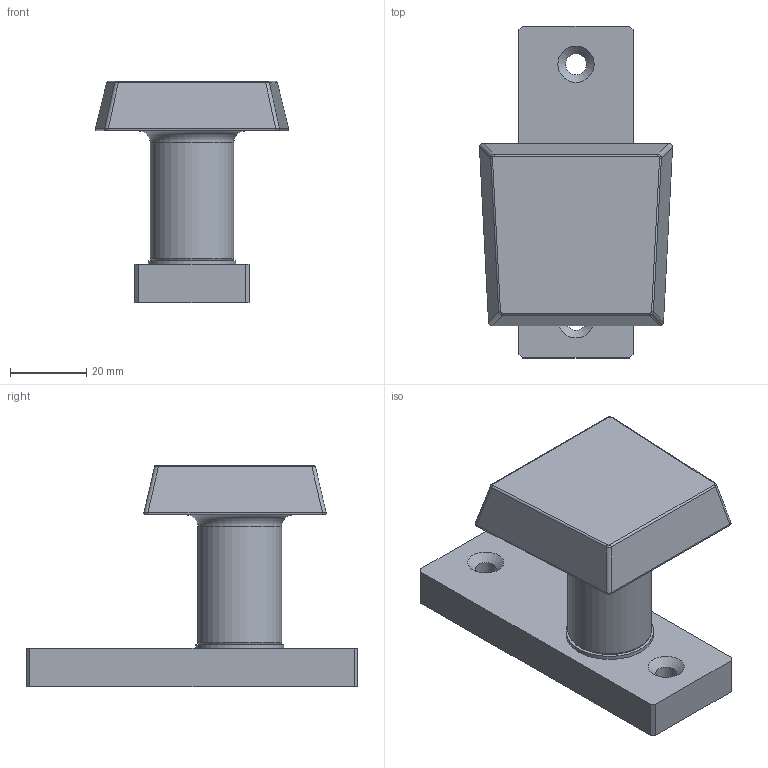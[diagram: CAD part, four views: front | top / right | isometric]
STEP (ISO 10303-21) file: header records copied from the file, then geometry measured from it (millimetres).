
FILE_DESCRIPTION (( 'STEP AP203' ), '1' );
FILE_NAME ('15842.STEP', '2022-05-16T11:33:26', ( '' ), ( '' ), 'SwSTEP 2.0', 'SolidWorks 2018', '' );
FILE_SCHEMA (( 'CONFIG_CONTROL_DESIGN' ));
Length unit declared in the file: millimetre
Products named in the file (5): 15842 Teil1_15842 Teil1; 15842 Teil2_15842 Teil2; 15842; 15842 Teil3_15842 Teil3; 15842 Teil4_15842 Teil4
Assembly tree (4 placements, depth 2):
  15842
    15842 Teil1_15842 Teil1
    15842 Teil2_15842 Teil2
    15842 Teil3_15842 Teil3
    15842 Teil4_15842 Teil4
Bounding box: 50.62 x 87 x 58 mm (x, y, z)
Volume: 60416.2 mm3; surface area: 19725.3 mm2
Topology: 4 solids, 4 shells, 316 faces, 824 edges, 542 vertices
Faces by surface type: plane 157, bspline 107, cylinder 44, torus 6, cone 2
Full cylindrical faces by diameter (mm): 5.5 x2, 17.8 x2, 18 x1, 18.3 x1, 19.3 x1, 20 x1, 22 x1, 23 x1, 25 x1, 26 x1
Entity records: 14609 total; most frequent: CARTESIAN_POINT 7090, ORIENTED_EDGE 1602, DIRECTION 1106, EDGE_CURVE 801, VERTEX_POINT 539, LINE 500, VECTOR 500, EDGE_LOOP 372
